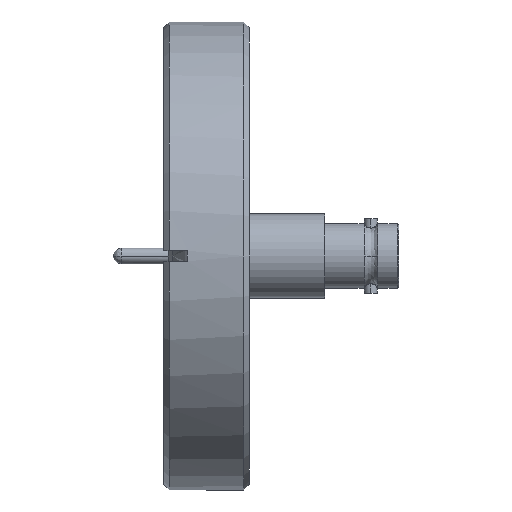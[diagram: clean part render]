
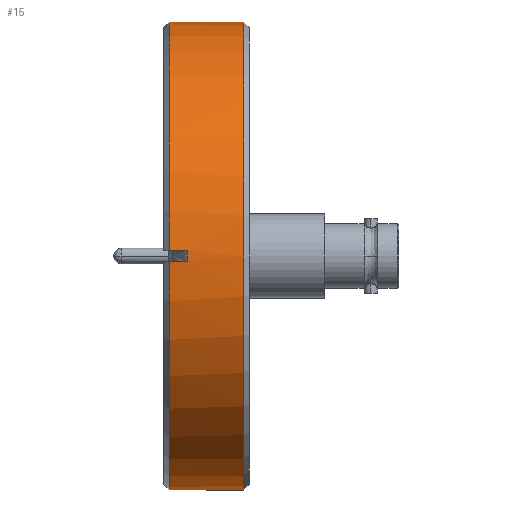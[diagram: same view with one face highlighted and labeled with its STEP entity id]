
A CAD part, left-side view. The second image highlights one B-rep face of the part: STEP entity #15.
In plain terms, the highlighted cylindrical face has radius 34.925 mm (diameter 69.85 mm), a partial arc.
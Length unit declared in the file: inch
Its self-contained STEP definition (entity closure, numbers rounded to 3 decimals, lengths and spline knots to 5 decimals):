
#15 = ADVANCED_FACE ( 'NONE', ( #2240 ), #2236, .T. ) ;
#369 = AXIS2_PLACEMENT_3D ( 'NONE', #1094, #1095, #1096 ) ;
#378 = AXIS2_PLACEMENT_3D ( 'NONE', #1061, #1062, #1063 ) ;
#708 = CARTESIAN_POINT ( 'NONE',  ( -1.37465, -0.08748, 0.031 ) ) ;
#714 = CARTESIAN_POINT ( 'NONE',  ( -1.37465, 0.021, 0.031 ) ) ;
#719 = CARTESIAN_POINT ( 'NONE',  ( 0., -0.419, -1.375 ) ) ;
#1017 = CARTESIAN_POINT ( 'NONE',  ( -1.37465, -0.08748, 0.031 ) ) ;
#1024 = CARTESIAN_POINT ( 'NONE',  ( -1.37512, -0.08752, 0.01033 ) ) ;
#1029 = CARTESIAN_POINT ( 'NONE',  ( -1.37512, -0.08752, -0.01033 ) ) ;
#1030 = CARTESIAN_POINT ( 'NONE',  ( -1.37465, -0.08748, -0.031 ) ) ;
#1061 = CARTESIAN_POINT ( 'NONE',  ( 0., 0.021, 0. ) ) ;
#1062 = DIRECTION ( 'NONE',  ( 0., -1., 0. ) ) ;
#1063 = DIRECTION ( 'NONE',  ( 0., 0., 1. ) ) ;
#1064 = CARTESIAN_POINT ( 'NONE',  ( -1.37465, 0., 0.031 ) ) ;
#1065 = DIRECTION ( 'NONE',  ( 0., -1., 0. ) ) ;
#1068 = CARTESIAN_POINT ( 'NONE',  ( -1.37465, 0., -0.031 ) ) ;
#1069 = DIRECTION ( 'NONE',  ( 0., 1., 0. ) ) ;
#1094 = CARTESIAN_POINT ( 'NONE',  ( 0., -0.419, 0. ) ) ;
#1095 = DIRECTION ( 'NONE',  ( 0., -1., 0. ) ) ;
#1096 = DIRECTION ( 'NONE',  ( 0., 0., 1. ) ) ;
#1534 = CARTESIAN_POINT ( 'NONE',  ( 0., 0., 0. ) ) ;
#1535 = DIRECTION ( 'NONE',  ( 0., 1., 0. ) ) ;
#1538 = DIRECTION ( 'NONE',  ( 0., 0., 1. ) ) ;
#1678 = CARTESIAN_POINT ( 'NONE',  ( -1.37465, -0.08748, -0.031 ) ) ;
#1683 = CARTESIAN_POINT ( 'NONE',  ( 0., -0.419, 1.375 ) ) ;
#1716 = CARTESIAN_POINT ( 'NONE',  ( 0., 0.021, -1.375 ) ) ;
#1717 = CARTESIAN_POINT ( 'NONE',  ( 0., 0.021, 1.375 ) ) ;
#1719 = CARTESIAN_POINT ( 'NONE',  ( -1.37465, 0.021, -0.031 ) ) ;
#1980 = CIRCLE ( 'NONE', #3692, 1.375 ) ;
#1981 = VECTOR ( 'NONE', #4000, 39.37008 ) ;
#1983 = LINE ( 'NONE', #4003, #1981 ) ;
#1990 = VECTOR ( 'NONE', #4011, 39.37008 ) ;
#2005 = LINE ( 'NONE', #4013, #1990 ) ;
#2236 = CYLINDRICAL_SURFACE ( 'NONE', #3804, 1.375 ) ;
#2240 = FACE_OUTER_BOUND ( 'NONE', #4259, .T. ) ;
#2424 = CIRCLE ( 'NONE', #369, 1.375 ) ;
#2432 = VECTOR ( 'NONE', #1069, 39.37008 ) ;
#2435 = LINE ( 'NONE', #1068, #2432 ) ;
#2436 = VECTOR ( 'NONE', #1065, 39.37008 ) ;
#2439 = LINE ( 'NONE', #1064, #2436 ) ;
#2442 = CIRCLE ( 'NONE', #378, 1.375 ) ;
#2787 = EDGE_CURVE ( 'NONE', #3494, #3374, #2005, .T. ) ;
#2793 = EDGE_CURVE ( 'NONE', #3341, #3375, #1983, .T. ) ;
#2796 = EDGE_CURVE ( 'NONE', #3377, #3374, #1980, .T. ) ;
#3336 = VERTEX_POINT ( 'NONE', #1678 ) ;
#3341 = VERTEX_POINT ( 'NONE', #1683 ) ;
#3374 = VERTEX_POINT ( 'NONE', #1716 ) ;
#3375 = VERTEX_POINT ( 'NONE', #1717 ) ;
#3377 = VERTEX_POINT ( 'NONE', #1719 ) ;
#3483 = VERTEX_POINT ( 'NONE', #708 ) ;
#3489 = VERTEX_POINT ( 'NONE', #714 ) ;
#3494 = VERTEX_POINT ( 'NONE', #719 ) ;
#3608 = B_SPLINE_CURVE_WITH_KNOTS ( 'NONE', 3,
 ( #1017, #1024, #1029, #1030 ),
 .UNSPECIFIED., .F., .F.,
 ( 4, 4 ),
 ( 0., 0.00157 ),
 .UNSPECIFIED. ) ;
#3692 = AXIS2_PLACEMENT_3D ( 'NONE', #3977, #3976, #3974 ) ;
#3804 = AXIS2_PLACEMENT_3D ( 'NONE', #1534, #1535, #1538 ) ;
#3904 = EDGE_CURVE ( 'NONE', #3483, #3336, #3608, .T. ) ;
#3917 = EDGE_CURVE ( 'NONE', #3375, #3489, #2442, .T. ) ;
#3919 = EDGE_CURVE ( 'NONE', #3489, #3483, #2439, .T. ) ;
#3921 = EDGE_CURVE ( 'NONE', #3336, #3377, #2435, .T. ) ;
#3930 = EDGE_CURVE ( 'NONE', #3341, #3494, #2424, .T. ) ;
#3974 = DIRECTION ( 'NONE',  ( 0., 0., 1. ) ) ;
#3976 = DIRECTION ( 'NONE',  ( 0., -1., 0. ) ) ;
#3977 = CARTESIAN_POINT ( 'NONE',  ( 0., 0.021, 0. ) ) ;
#4000 = DIRECTION ( 'NONE',  ( 0., 1., 0. ) ) ;
#4003 = CARTESIAN_POINT ( 'NONE',  ( 0., 0., 1.375 ) ) ;
#4011 = DIRECTION ( 'NONE',  ( 0., 1., 0. ) ) ;
#4013 = CARTESIAN_POINT ( 'NONE',  ( 0., 0., -1.375 ) ) ;
#4259 = EDGE_LOOP ( 'NONE', ( #4477, #4478, #4479, #4480, #4481, #4482, #4483, #4484 ) ) ;
#4477 = ORIENTED_EDGE ( 'NONE', *, *, #2787, .F. ) ;
#4478 = ORIENTED_EDGE ( 'NONE', *, *, #3930, .F. ) ;
#4479 = ORIENTED_EDGE ( 'NONE', *, *, #2793, .T. ) ;
#4480 = ORIENTED_EDGE ( 'NONE', *, *, #3917, .T. ) ;
#4481 = ORIENTED_EDGE ( 'NONE', *, *, #3919, .T. ) ;
#4482 = ORIENTED_EDGE ( 'NONE', *, *, #3904, .T. ) ;
#4483 = ORIENTED_EDGE ( 'NONE', *, *, #3921, .T. ) ;
#4484 = ORIENTED_EDGE ( 'NONE', *, *, #2796, .T. ) ;
